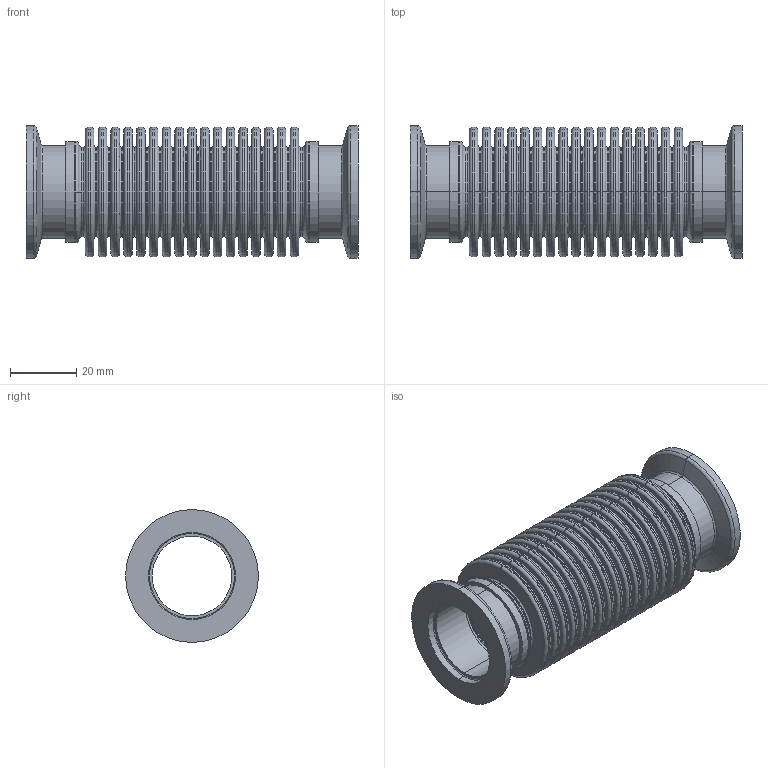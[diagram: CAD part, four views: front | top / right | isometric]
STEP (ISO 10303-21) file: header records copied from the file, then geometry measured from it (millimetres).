
FILE_DESCRIPTION (( 'STEP AP214' ), '1' );
FILE_NAME ('170SFK025-100.stp', '2017-04-12T10:55:48', ( '' ), ( '' ), 'SwSTEP 2.0', 'SolidWorks 2015', '' );
FILE_SCHEMA (( 'AUTOMOTIVE_DESIGN' ));
Length unit declared in the file: millimetre
Products named in the file (1): 170SFK025-100
Bounding box: 100 x 40 x 40 mm (x, y, z)
Volume: 13893.8 mm3; surface area: 61926.4 mm2
Topology: 21 solids, 21 shells, 658 faces, 1316 edges, 772 vertices
Faces by surface type: torus 300, cylinder 240, plane 114, cone 4
Entity records: 24860 total; most frequent: DIRECTION 3706, CARTESIAN_POINT 2747, ORIENTED_EDGE 2632, AXIS2_PLACEMENT_3D 1731, EDGE_CURVE 1316, CIRCLE 1072, EDGE_LOOP 772, VERTEX_POINT 772
